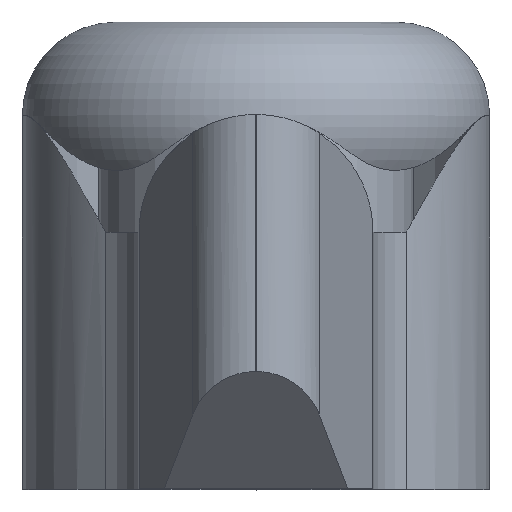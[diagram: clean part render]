
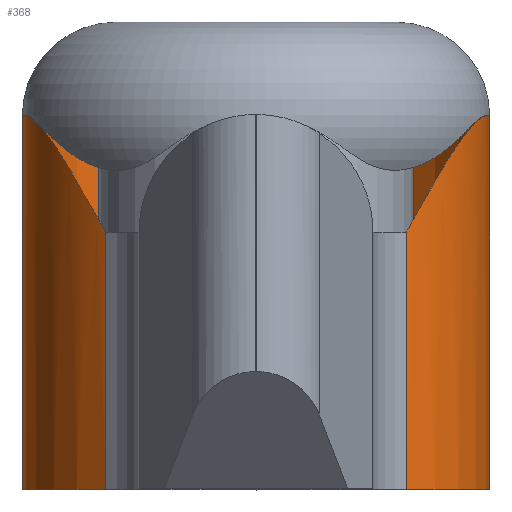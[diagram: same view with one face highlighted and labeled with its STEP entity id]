
A CAD part, top view. The second image highlights one B-rep face of the part: STEP entity #368.
In plain terms, the highlighted cylindrical face has radius 5 mm (diameter 10 mm), a partial arc.
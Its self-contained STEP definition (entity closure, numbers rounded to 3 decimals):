
#28=CIRCLE('',#414,5.);
#30=CIRCLE('',#416,5.);
#31=CIRCLE('',#418,5.);
#44=B_SPLINE_CURVE_WITH_KNOTS('',3,(#682,#683,#684,#685,#686,#687,#688,
#689,#690,#691,#692,#693),.UNSPECIFIED.,.F.,.F.,(4,2,2,2,2,4),(-0.386,
-0.327,-0.244,-0.137,0.,0.001),
 .UNSPECIFIED.);
#45=B_SPLINE_CURVE_WITH_KNOTS('',3,(#700,#701,#702,#703,#704,#705,#706,
#707,#708,#709,#710,#711),.UNSPECIFIED.,.F.,.F.,(4,2,2,2,2,4),(-1.455,
-1.454,-1.318,-1.21,-1.127,
-1.068),.UNSPECIFIED.);
#49=CYLINDRICAL_SURFACE('',#417,5.);
#79=FACE_OUTER_BOUND('',#101,.T.);
#101=EDGE_LOOP('',(#282,#283,#284,#285,#286,#287,#288));
#127=LINE('',#695,#148);
#128=LINE('',#699,#149);
#148=VECTOR('',#496,1000.);
#149=VECTOR('',#499,1000.);
#179=VERTEX_POINT('',#619);
#180=VERTEX_POINT('',#621);
#183=VERTEX_POINT('',#652);
#184=VERTEX_POINT('',#681);
#185=VERTEX_POINT('',#694);
#186=VERTEX_POINT('',#696);
#187=VERTEX_POINT('',#698);
#218=EDGE_CURVE('',#180,#179,#28,.T.);
#222=EDGE_CURVE('',#179,#183,#30,.T.);
#223=EDGE_CURVE('',#183,#184,#44,.T.);
#224=EDGE_CURVE('',#184,#185,#127,.T.);
#225=EDGE_CURVE('',#185,#186,#31,.T.);
#226=EDGE_CURVE('',#186,#187,#128,.T.);
#227=EDGE_CURVE('',#187,#180,#45,.T.);
#282=ORIENTED_EDGE('',*,*,#218,.T.);
#283=ORIENTED_EDGE('',*,*,#222,.T.);
#284=ORIENTED_EDGE('',*,*,#223,.T.);
#285=ORIENTED_EDGE('',*,*,#224,.T.);
#286=ORIENTED_EDGE('',*,*,#225,.T.);
#287=ORIENTED_EDGE('',*,*,#226,.T.);
#288=ORIENTED_EDGE('',*,*,#227,.T.);
#368=ADVANCED_FACE('',(#79),#49,.T.);
#414=AXIS2_PLACEMENT_3D('',#622,#488,#489);
#416=AXIS2_PLACEMENT_3D('',#679,#492,#493);
#417=AXIS2_PLACEMENT_3D('',#680,#494,#495);
#418=AXIS2_PLACEMENT_3D('',#697,#497,#498);
#488=DIRECTION('center_axis',(0.,-1.,0.));
#489=DIRECTION('ref_axis',(0.,0.,1.));
#492=DIRECTION('center_axis',(0.,-1.,0.));
#493=DIRECTION('ref_axis',(0.,0.,1.));
#494=DIRECTION('center_axis',(0.,-1.,0.));
#495=DIRECTION('ref_axis',(0.,0.,-1.));
#496=DIRECTION('',(0.,-1.,0.));
#497=DIRECTION('center_axis',(0.,1.,0.));
#498=DIRECTION('ref_axis',(0.,0.,1.));
#499=DIRECTION('',(0.,1.,0.));
#619=CARTESIAN_POINT('',(-8.786,8.,-5.725));
#621=CARTESIAN_POINT('',(-13.708,8.,0.157));
#622=CARTESIAN_POINT('Origin',(-8.786,8.,-0.725));
#652=CARTESIAN_POINT('',(-3.865,8.,0.157));
#679=CARTESIAN_POINT('Origin',(-8.786,8.,-0.725));
#680=CARTESIAN_POINT('Origin',(-8.786,8.,-0.725));
#681=CARTESIAN_POINT('',(-5.572,5.5,3.105));
#682=CARTESIAN_POINT('Ctrl Pts',(-3.865,8.,0.157));
#683=CARTESIAN_POINT('Ctrl Pts',(-3.905,8.,0.382));
#684=CARTESIAN_POINT('Ctrl Pts',(-3.961,7.969,0.603));
#685=CARTESIAN_POINT('Ctrl Pts',(-4.125,7.825,1.111));
#686=CARTESIAN_POINT('Ctrl Pts',(-4.243,7.688,1.379));
#687=CARTESIAN_POINT('Ctrl Pts',(-4.537,7.287,1.933));
#688=CARTESIAN_POINT('Ctrl Pts',(-4.717,7.001,2.194));
#689=CARTESIAN_POINT('Ctrl Pts',(-5.126,6.3,2.701));
#690=CARTESIAN_POINT('Ctrl Pts',(-5.359,5.869,2.926));
#691=CARTESIAN_POINT('Ctrl Pts',(-5.57,5.503,3.103));
#692=CARTESIAN_POINT('Ctrl Pts',(-5.571,5.502,3.104));
#693=CARTESIAN_POINT('Ctrl Pts',(-5.572,5.5,3.105));
#694=CARTESIAN_POINT('',(-5.572,0.,3.105));
#695=CARTESIAN_POINT('',(-5.572,8.,3.105));
#696=CARTESIAN_POINT('',(-12.001,0.,3.105));
#697=CARTESIAN_POINT('Origin',(-8.786,0.,-0.725));
#698=CARTESIAN_POINT('',(-12.001,5.5,3.105));
#699=CARTESIAN_POINT('',(-12.001,8.,3.105));
#700=CARTESIAN_POINT('Ctrl Pts',(-12.001,5.5,3.105));
#701=CARTESIAN_POINT('Ctrl Pts',(-12.002,5.502,3.104));
#702=CARTESIAN_POINT('Ctrl Pts',(-12.003,5.503,3.103));
#703=CARTESIAN_POINT('Ctrl Pts',(-12.214,5.869,2.926));
#704=CARTESIAN_POINT('Ctrl Pts',(-12.447,6.3,2.701));
#705=CARTESIAN_POINT('Ctrl Pts',(-12.856,7.001,2.194));
#706=CARTESIAN_POINT('Ctrl Pts',(-13.036,7.287,1.933));
#707=CARTESIAN_POINT('Ctrl Pts',(-13.33,7.688,1.379));
#708=CARTESIAN_POINT('Ctrl Pts',(-13.448,7.825,1.111));
#709=CARTESIAN_POINT('Ctrl Pts',(-13.612,7.969,0.603));
#710=CARTESIAN_POINT('Ctrl Pts',(-13.668,8.,0.382));
#711=CARTESIAN_POINT('Ctrl Pts',(-13.708,8.,0.157));
